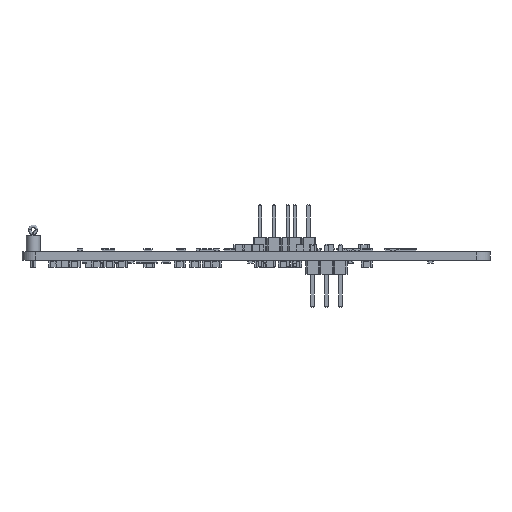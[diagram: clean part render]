
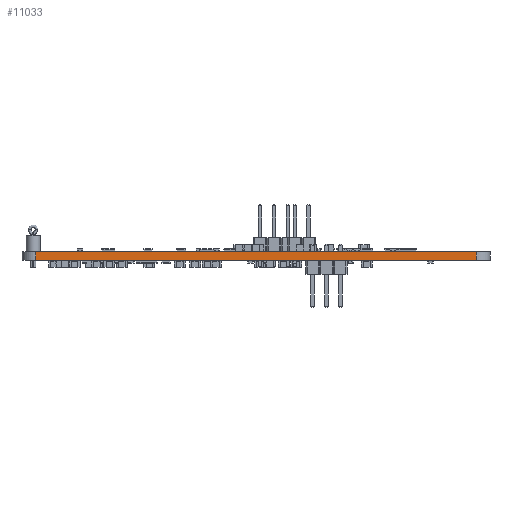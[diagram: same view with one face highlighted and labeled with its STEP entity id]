
A CAD part, front view. The second image highlights one B-rep face of the part: STEP entity #11033.
In plain terms, the highlighted planar face has unit normal (0, -1, 0).
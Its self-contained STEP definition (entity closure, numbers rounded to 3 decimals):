
#9477 = VERTEX_POINT('',#9478);
#9478 = CARTESIAN_POINT('',(103.632,-116.332,0.));
#9485 = EDGE_CURVE('',#9477,#9486,#9488,.T.);
#9486 = VERTEX_POINT('',#9487);
#9487 = CARTESIAN_POINT('',(22.86,-116.332,0.));
#9488 = LINE('',#9489,#9490);
#9489 = CARTESIAN_POINT('',(103.632,-116.332,0.));
#9490 = VECTOR('',#9491,1.);
#9491 = DIRECTION('',(-1.,0.,0.));
#10233 = VERTEX_POINT('',#10234);
#10234 = CARTESIAN_POINT('',(103.632,-116.332,1.6));
#10241 = EDGE_CURVE('',#10233,#10242,#10244,.T.);
#10242 = VERTEX_POINT('',#10243);
#10243 = CARTESIAN_POINT('',(22.86,-116.332,1.6));
#10244 = LINE('',#10245,#10246);
#10245 = CARTESIAN_POINT('',(103.632,-116.332,1.6));
#10246 = VECTOR('',#10247,1.);
#10247 = DIRECTION('',(-1.,0.,0.));
#11005 = EDGE_CURVE('',#9477,#10233,#11006,.T.);
#11006 = LINE('',#11007,#11008);
#11007 = CARTESIAN_POINT('',(103.632,-116.332,0.));
#11008 = VECTOR('',#11009,1.);
#11009 = DIRECTION('',(0.,0.,1.));
#11033 = ADVANCED_FACE('',(#11034),#11045,.T.);
#11034 = FACE_BOUND('',#11035,.T.);
#11035 = EDGE_LOOP('',(#11036,#11037,#11038,#11044));
#11036 = ORIENTED_EDGE('',*,*,#11005,.T.);
#11037 = ORIENTED_EDGE('',*,*,#10241,.T.);
#11038 = ORIENTED_EDGE('',*,*,#11039,.F.);
#11039 = EDGE_CURVE('',#9486,#10242,#11040,.T.);
#11040 = LINE('',#11041,#11042);
#11041 = CARTESIAN_POINT('',(22.86,-116.332,0.));
#11042 = VECTOR('',#11043,1.);
#11043 = DIRECTION('',(0.,0.,1.));
#11044 = ORIENTED_EDGE('',*,*,#9485,.F.);
#11045 = PLANE('',#11046);
#11046 = AXIS2_PLACEMENT_3D('',#11047,#11048,#11049);
#11047 = CARTESIAN_POINT('',(103.632,-116.332,0.));
#11048 = DIRECTION('',(0.,-1.,0.));
#11049 = DIRECTION('',(-1.,0.,0.));
